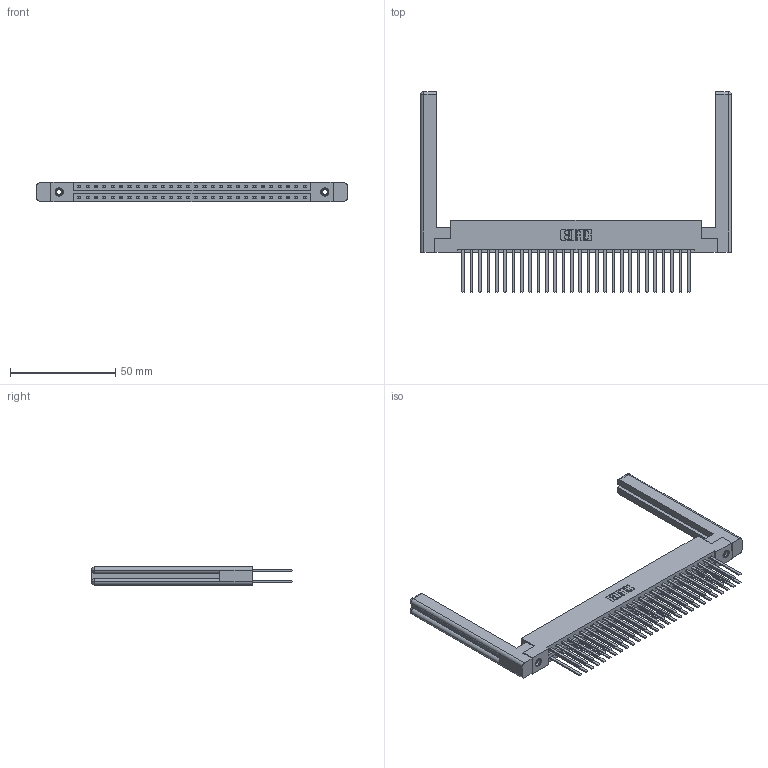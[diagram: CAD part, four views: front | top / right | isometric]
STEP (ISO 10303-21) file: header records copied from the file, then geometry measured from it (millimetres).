
FILE_DESCRIPTION (( 'STEP AP203' ), '1' );
FILE_NAME ('337-056-544-258.STEP', '2019-10-09T19:08:50', ( '' ), ( '' ), 'SwSTEP 2.0', 'SolidWorks 2016', '' );
FILE_SCHEMA (( 'CONFIG_CONTROL_DESIGN' ));
Length unit declared in the file: inch
Products named in the file (5): 337-056-544-258; 307-220-058; 337 Part_Flush Mounting Lugs - 0.156 Dia-TI; 345-250-001_345-250-001-102; 345-292-001_345-293-144
Assembly tree (61 placements, depth 2):
  337-056-544-258
    337 Part_Flush Mounting Lugs - 0.156 Dia-TI
    345-292-001_345-293-144  x56
    345-250-001_345-250-001-102  x2
    307-220-058  x2
Bounding box: 147.57 x 95.38 x 9.4 mm (x, y, z)
Volume: 23293.5 mm3; surface area: 25734.1 mm2
Topology: 61 solids, 61 shells, 2944 faces, 8673 edges, 5694 vertices
Faces by surface type: plane 2058, cylinder 862, cone 12, torus 12
Entity records: 25970 total; most frequent: CARTESIAN_POINT 4393, ORIENTED_EDGE 4268, DIRECTION 3774, EDGE_CURVE 2134, LINE 1962, VECTOR 1962, VERTEX_POINT 1414, AXIS2_PLACEMENT_3D 906
